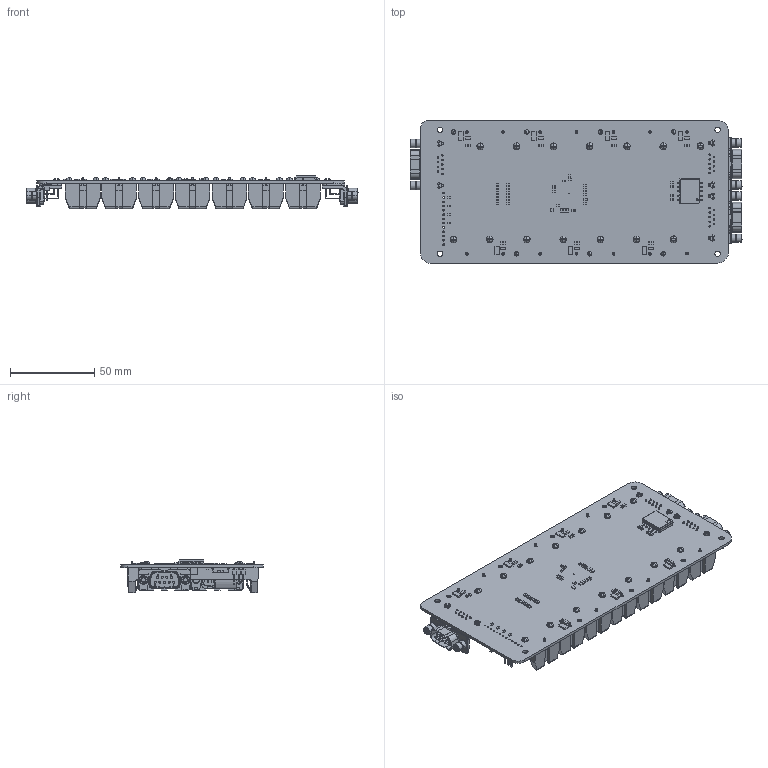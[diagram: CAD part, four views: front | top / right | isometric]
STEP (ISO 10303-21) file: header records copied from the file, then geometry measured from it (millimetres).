
FILE_DESCRIPTION(('Open CASCADE Model'),'2;1');
FILE_NAME('Open CASCADE Shape Model','2022-03-29T22:54:28',('Author'),( 'Open CASCADE'),'Open CASCADE STEP processor 6.8','Open CASCADE 6.8' ,'Unknown');
FILE_SCHEMA(('AUTOMOTIVE_DESIGN { 1 0 10303 214 1 1 1 1 }'));
Length unit declared in the file: millimetre
Products named in the file (119): PCB; Board; Open CASCADE STEP translator 6.8 4.1.1; BT2; 1043--3DModel-STEP-56544; 4367341728; Extruded; P10; c-3-338168-2-g-3d; P11; P9; BT1; BT3; BT4; BT5; BT6; BT7; XFMR1; HM2100NL_3D; Q1; 7759208048; Q5; Q6; R21; 4367339488; R2; R7; R13; R19; R25; R30; R40; D1; D3; D4; D6; D7; D8; D2; S2 ...
Assembly tree (198 placements, depth 4):
  PCB
    Board
      Open CASCADE STEP translator 6.8 4.1.1
    BT2
      1043--3DModel-STEP-56544
      4367341728
        Extruded
    P10
      c-3-338168-2-g-3d
    P11
      c-3-338168-2-g-3d
    P9
      c-3-338168-2-g-3d
    BT1
      1043--3DModel-STEP-56544
      4367341728
        Extruded
    BT3
      1043--3DModel-STEP-56544
      4367341728
        Extruded
    BT4
      1043--3DModel-STEP-56544
      4367341728
        Extruded
    BT5
      1043--3DModel-STEP-56544
      4367341728
        Extruded
    BT6
      1043--3DModel-STEP-56544
      4367341728
        Extruded
    BT7
      1043--3DModel-STEP-56544
      4367341728
        Extruded
    XFMR1
      HM2100NL_3D
    Q1
      7759208048
        Extruded
    Q5
      7759208048
        Extruded
    Q6
      7759208048
        Extruded
    R21
      4367339488
        Extruded
    R2
      4367339488
        Extruded
    R7
      4367339488
        Extruded
    R13
      4367339488
        Extruded
Bounding box: 197.01 x 84.6 x 19.78 mm (x, y, z)
Volume: 71770.4 mm3; surface area: 88706.1 mm2
Topology: 113 solids, 120 shells, 4989 faces, 13048 edges, 8394 vertices
Faces by surface type: plane 3477, cylinder 1180, cone 114, torus 112, revolution 56, bspline 36, sphere 14
Full cylindrical faces by diameter (mm): 0.888 x27, 0.9 x13, 1.574 x14, 2.54 x6, 2.642 x7, 3.252 x4, 3.81 x14
Entity records: 60003 total; most frequent: CARTESIAN_POINT 11884, ORIENTED_EDGE 9284, DIRECTION 9128, EDGE_CURVE 4642, LINE 3452, VECTOR 3452, VERTEX_POINT 3028, AXIS2_PLACEMENT_3D 2834
